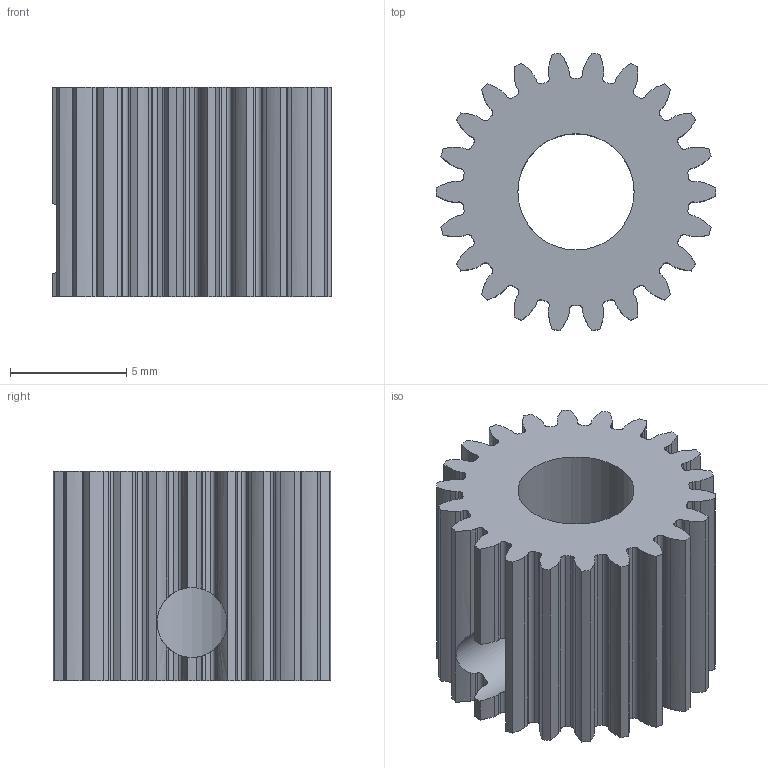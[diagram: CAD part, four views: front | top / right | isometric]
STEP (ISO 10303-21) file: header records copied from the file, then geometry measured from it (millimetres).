
FILE_DESCRIPTION(('FreeCAD Model'),'2;1');
FILE_NAME('22t05mod20pa_drive_gear.step','2017-10-16T11:27:46',( 'Author'),(''),'Open CASCADE STEP processor 6.9','FreeCAD','Unknown' );
FILE_SCHEMA(('AUTOMOTIVE_DESIGN { 1 0 10303 214 1 1 1 1 }'));
Length unit declared in the file: millimetre
Products named in the file (1): Pocket001
Bounding box: 12 x 11.92 x 9 mm (x, y, z)
Volume: 642.3 mm3; surface area: 917.5 mm2
Topology: 1 solids, 1 shells, 241 faces, 720 edges, 480 vertices
Faces by surface type: cylinder 97, extrusion 94, plane 50
Full cylindrical faces by diameter (mm): 3 x1, 5 x1
Entity records: 25295 total; most frequent: CARTESIAN_POINT 11832, DIRECTION 2198, ORIENTED_EDGE 1440, PCURVE 1440, DEFINITIONAL_REPRESENTATION 1440, VECTOR 1432, LINE 1338, EDGE_CURVE 720
